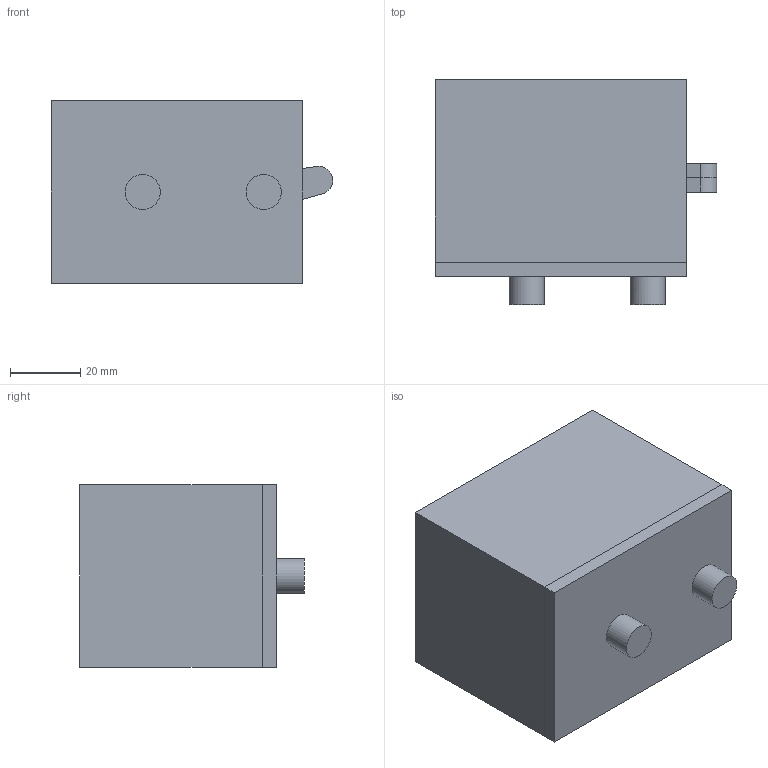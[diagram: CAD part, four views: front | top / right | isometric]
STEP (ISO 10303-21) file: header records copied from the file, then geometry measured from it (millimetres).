
FILE_DESCRIPTION(/* description */ (''),/* implementation_level */ '2;1');
FILE_NAME(/* name */ 'diallock v6.step',/* time_stamp */ '2021-09-22T02:00:35+09:00',/* author */ (''),/* organization */ (''),/* preprocessor_version */ 'ST-DEVELOPER v18.1',/* originating_system */ 'Autodesk Translation Framework v10.10.0.1391',/* authorisation */ '');
FILE_SCHEMA (('AUTOMOTIVE_DESIGN { 1 0 10303 214 3 1 1 }'));
Length unit declared in the file: millimetre
Products named in the file (8): diallock; c1; c2; c3; c4; shaft; lever; fixture
Assembly tree (7 placements, depth 2):
  diallock
    c1
    c2
    c3
    c4
    shaft
    lever
    fixture
Bounding box: 80.11 x 64 x 52 mm (x, y, z)
Volume: 107229.7 mm3; surface area: 69273.8 mm2
Topology: 16 solids, 16 shells, 168 faces, 379 edges, 252 vertices
Faces by surface type: plane 124, cylinder 44
Full cylindrical faces by diameter (mm): 4 x2, 10 x18, 14 x4
Entity records: 4980 total; most frequent: DIRECTION 844, CARTESIAN_POINT 815, ORIENTED_EDGE 760, EDGE_CURVE 380, LINE 282, VECTOR 282, AXIS2_PLACEMENT_3D 281, VERTEX_POINT 252
